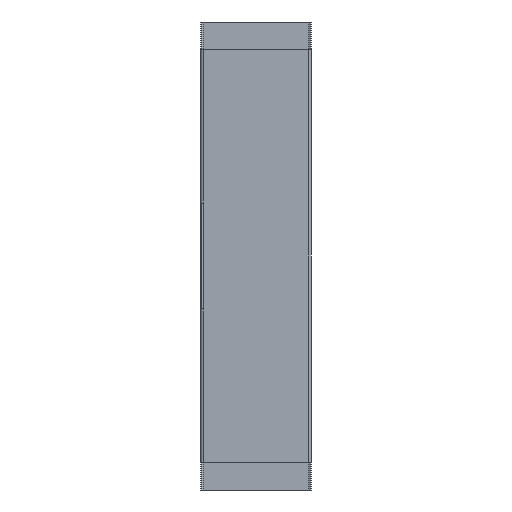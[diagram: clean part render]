
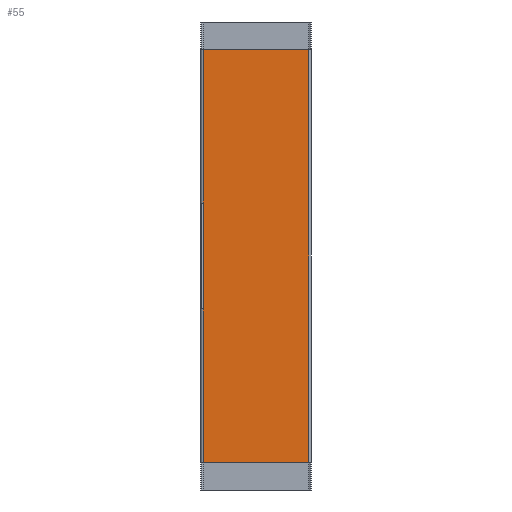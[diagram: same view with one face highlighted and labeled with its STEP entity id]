
A CAD part, front view. The second image highlights one B-rep face of the part: STEP entity #55.
In plain terms, the highlighted planar face has unit normal (0, -1, 0).
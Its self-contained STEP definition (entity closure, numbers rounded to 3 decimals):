
#47 = LINE ( 'NONE', #700, #2087 ) ;
#48 = CARTESIAN_POINT ( 'NONE',  ( -30.077, -81.548, 235.5 ) ) ;
#55 = ADVANCED_FACE ( 'NONE', ( #462 ), #505, .T. ) ;
#132 = LINE ( 'NONE', #354, #1481 ) ;
#178 = CARTESIAN_POINT ( 'NONE',  ( -30.077, -81.548, 347. ) ) ;
#185 = EDGE_CURVE ( 'NONE', #637, #1093, #1693, .T. ) ;
#303 = CARTESIAN_POINT ( 'NONE',  ( -30.077, -81.548, 158.5 ) ) ;
#354 = CARTESIAN_POINT ( 'NONE',  ( -30.077, -81.548, 0. ) ) ;
#359 = DIRECTION ( 'NONE',  ( 0., 0., -1. ) ) ;
#371 = AXIS2_PLACEMENT_3D ( 'NONE', #384, #372, #359 ) ;
#372 = DIRECTION ( 'NONE',  ( 0., -1., 0. ) ) ;
#384 = CARTESIAN_POINT ( 'NONE',  ( 51.824, -81.548, 0. ) ) ;
#462 = FACE_OUTER_BOUND ( 'NONE', #1305, .T. ) ;
#498 = EDGE_CURVE ( 'NONE', #1093, #1769, #733, .T. ) ;
#505 = PLANE ( 'NONE',  #371 ) ;
#535 = ORIENTED_EDGE ( 'NONE', *, *, #498, .T. ) ;
#544 = DIRECTION ( 'NONE',  ( 1., 0., 0. ) ) ;
#624 = DIRECTION ( 'NONE',  ( 0., 0., -1. ) ) ;
#631 = DIRECTION ( 'NONE',  ( 0., 0., 1. ) ) ;
#634 = VERTEX_POINT ( 'NONE', #48 ) ;
#637 = VERTEX_POINT ( 'NONE', #1673 ) ;
#700 = CARTESIAN_POINT ( 'NONE',  ( -30.077, -81.548, 0. ) ) ;
#720 = EDGE_CURVE ( 'NONE', #3327, #637, #132, .T. ) ;
#726 = CARTESIAN_POINT ( 'NONE',  ( 46.824, -81.548, 0. ) ) ;
#733 = LINE ( 'NONE', #726, #2050 ) ;
#941 = VERTEX_POINT ( 'NONE', #178 ) ;
#950 = VECTOR ( 'NONE', #2977, 1000. ) ;
#974 = DIRECTION ( 'NONE',  ( 0., 0., -1. ) ) ;
#1052 = CARTESIAN_POINT ( 'NONE',  ( 46.824, -81.548, 47. ) ) ;
#1093 = VERTEX_POINT ( 'NONE', #1052 ) ;
#1305 = EDGE_LOOP ( 'NONE', ( #3387, #2668, #2137, #535, #3172, #3112 ) ) ;
#1481 = VECTOR ( 'NONE', #624, 1000. ) ;
#1569 = VECTOR ( 'NONE', #2464, 1000. ) ;
#1649 = LINE ( 'NONE', #2715, #950 ) ;
#1673 = CARTESIAN_POINT ( 'NONE',  ( -30.077, -81.548, 47. ) ) ;
#1693 = LINE ( 'NONE', #2877, #1884 ) ;
#1769 = VERTEX_POINT ( 'NONE', #2590 ) ;
#1884 = VECTOR ( 'NONE', #544, 1000. ) ;
#2050 = VECTOR ( 'NONE', #631, 1000. ) ;
#2055 = EDGE_CURVE ( 'NONE', #3327, #634, #2329, .T. ) ;
#2087 = VECTOR ( 'NONE', #974, 1000. ) ;
#2137 = ORIENTED_EDGE ( 'NONE', *, *, #185, .T. ) ;
#2214 = CARTESIAN_POINT ( 'NONE',  ( -30.077, -81.548, 57. ) ) ;
#2329 = LINE ( 'NONE', #2214, #1569 ) ;
#2436 = EDGE_CURVE ( 'NONE', #941, #634, #47, .T. ) ;
#2464 = DIRECTION ( 'NONE',  ( 0., 0., 1. ) ) ;
#2590 = CARTESIAN_POINT ( 'NONE',  ( 46.824, -81.548, 347. ) ) ;
#2668 = ORIENTED_EDGE ( 'NONE', *, *, #720, .T. ) ;
#2715 = CARTESIAN_POINT ( 'NONE',  ( -30.077, -81.548, 347. ) ) ;
#2836 = EDGE_CURVE ( 'NONE', #941, #1769, #1649, .T. ) ;
#2877 = CARTESIAN_POINT ( 'NONE',  ( -0.048, -81.548, 47. ) ) ;
#2977 = DIRECTION ( 'NONE',  ( 1., 0., 0. ) ) ;
#3112 = ORIENTED_EDGE ( 'NONE', *, *, #2436, .T. ) ;
#3172 = ORIENTED_EDGE ( 'NONE', *, *, #2836, .F. ) ;
#3327 = VERTEX_POINT ( 'NONE', #303 ) ;
#3387 = ORIENTED_EDGE ( 'NONE', *, *, #2055, .F. ) ;
